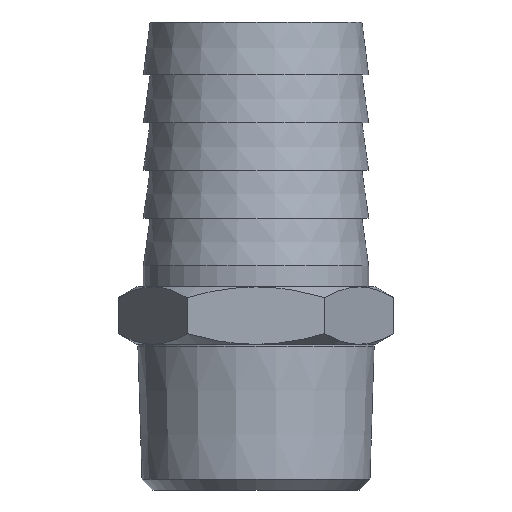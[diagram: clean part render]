
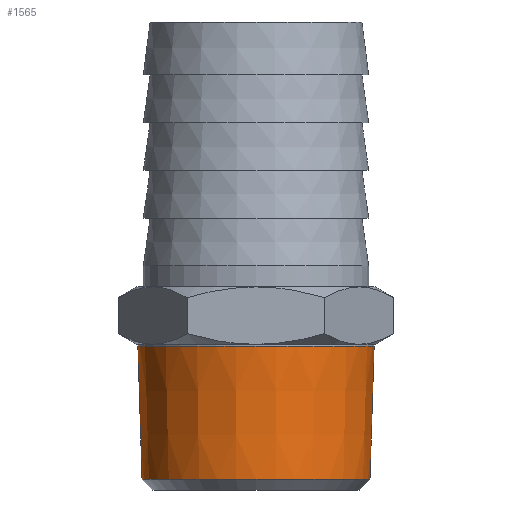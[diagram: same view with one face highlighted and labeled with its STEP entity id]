
A CAD part, front view. The second image highlights one B-rep face of the part: STEP entity #1565.
In plain terms, the highlighted conical face has half-angle 1.79 degrees and reference radius 13.377 mm.
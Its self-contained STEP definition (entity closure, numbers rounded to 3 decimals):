
#785=CONICAL_SURFACE('',#1449,13.377,1.79);
#808=ORIENTED_EDGE('',*,*,#1047,.T.);
#809=ORIENTED_EDGE('',*,*,#1046,.T.);
#950=CIRCLE('',#1448,12.905);
#951=CIRCLE('',#1450,13.377);
#992=VERTEX_POINT('',#1609);
#993=VERTEX_POINT('',#1612);
#1046=EDGE_CURVE('',#992,#992,#950,.T.);
#1047=EDGE_CURVE('',#993,#993,#951,.T.);
#1120=EDGE_LOOP('',(#808));
#1121=EDGE_LOOP('',(#809));
#1176=FACE_BOUND('',#1120,.T.);
#1177=FACE_BOUND('',#1121,.T.);
#1236=DIRECTION('',(0.,1.,0.));
#1237=DIRECTION('',(0.,0.,12.905));
#1238=DIRECTION('',(0.,1.,0.));
#1239=DIRECTION('',(0.,0.,1.));
#1240=DIRECTION('',(0.,-1.,0.));
#1241=DIRECTION('',(0.,0.,13.377));
#1448=AXIS2_PLACEMENT_3D('',#1610,#1236,#1237);
#1449=AXIS2_PLACEMENT_3D('',#1611,#1238,#1239);
#1450=AXIS2_PLACEMENT_3D('',#1613,#1240,#1241);
#1565=ADVANCED_FACE('',(#1176,#1177),#785,.T.);
#1609=CARTESIAN_POINT('',(34.89,16.389,0.));
#1610=CARTESIAN_POINT('',(21.985,16.389,0.));
#1611=CARTESIAN_POINT('',(21.985,31.489,0.));
#1612=CARTESIAN_POINT('',(35.362,31.489,0.));
#1613=CARTESIAN_POINT('',(21.985,31.489,0.));
